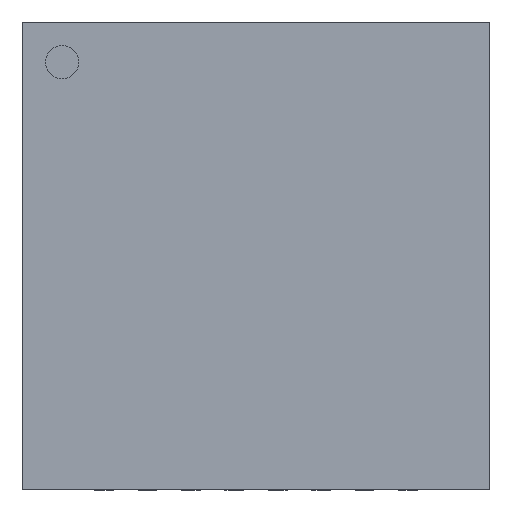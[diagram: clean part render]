
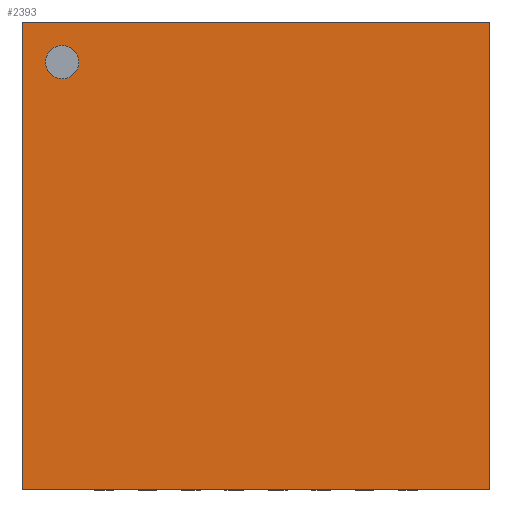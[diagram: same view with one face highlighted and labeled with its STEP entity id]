
A CAD part, top view. The second image highlights one B-rep face of the part: STEP entity #2393.
In plain terms, the highlighted planar face has unit normal (0, 0, 1).
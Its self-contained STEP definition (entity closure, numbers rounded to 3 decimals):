
#24 = VERTEX_POINT('',#25);
#25 = CARTESIAN_POINT('',(-2.65,2.9,0.85));
#31 = EDGE_CURVE('',#32,#24,#34,.T.);
#32 = VERTEX_POINT('',#33);
#33 = CARTESIAN_POINT('',(-3.15,2.9,0.85));
#34 = CIRCLE('',#35,0.25);
#35 = AXIS2_PLACEMENT_3D('',#36,#37,#38);
#36 = CARTESIAN_POINT('',(-2.9,2.9,0.85));
#37 = DIRECTION('',(0.,0.,1.));
#38 = DIRECTION('',(1.,0.,0.));
#1695 = VERTEX_POINT('',#1696);
#1696 = CARTESIAN_POINT('',(-3.5,-3.5,0.85));
#1702 = EDGE_CURVE('',#1703,#1695,#1705,.T.);
#1703 = VERTEX_POINT('',#1704);
#1704 = CARTESIAN_POINT('',(-3.5,3.5,0.85));
#1705 = LINE('',#1706,#1707);
#1706 = CARTESIAN_POINT('',(-3.5,-3.5,0.85));
#1707 = VECTOR('',#1708,1.);
#1708 = DIRECTION('',(-0.,-1.,-0.));
#1966 = VERTEX_POINT('',#1967);
#1967 = CARTESIAN_POINT('',(3.5,-3.5,0.85));
#1973 = EDGE_CURVE('',#1695,#1966,#1974,.T.);
#1974 = LINE('',#1975,#1976);
#1975 = CARTESIAN_POINT('',(3.5,-3.5,0.85));
#1976 = VECTOR('',#1977,1.);
#1977 = DIRECTION('',(1.,0.,0.));
#2174 = VERTEX_POINT('',#2175);
#2175 = CARTESIAN_POINT('',(3.5,3.5,0.85));
#2181 = EDGE_CURVE('',#1966,#2174,#2182,.T.);
#2182 = LINE('',#2183,#2184);
#2183 = CARTESIAN_POINT('',(3.5,-3.5,0.85));
#2184 = VECTOR('',#2185,1.);
#2185 = DIRECTION('',(0.,1.,0.));
#2382 = EDGE_CURVE('',#2174,#1703,#2383,.T.);
#2383 = LINE('',#2384,#2385);
#2384 = CARTESIAN_POINT('',(3.5,3.5,0.85));
#2385 = VECTOR('',#2386,1.);
#2386 = DIRECTION('',(-1.,0.,0.));
#2393 = ADVANCED_FACE('',(#2394,#2404),#2410,.T.);
#2394 = FACE_BOUND('',#2395,.T.);
#2395 = EDGE_LOOP('',(#2396,#2403));
#2396 = ORIENTED_EDGE('',*,*,#2397,.F.);
#2397 = EDGE_CURVE('',#24,#32,#2398,.T.);
#2398 = CIRCLE('',#2399,0.25);
#2399 = AXIS2_PLACEMENT_3D('',#2400,#2401,#2402);
#2400 = CARTESIAN_POINT('',(-2.9,2.9,0.85));
#2401 = DIRECTION('',(0.,0.,1.));
#2402 = DIRECTION('',(1.,0.,0.));
#2403 = ORIENTED_EDGE('',*,*,#31,.F.);
#2404 = FACE_BOUND('',#2405,.T.);
#2405 = EDGE_LOOP('',(#2406,#2407,#2408,#2409));
#2406 = ORIENTED_EDGE('',*,*,#1702,.T.);
#2407 = ORIENTED_EDGE('',*,*,#1973,.T.);
#2408 = ORIENTED_EDGE('',*,*,#2181,.T.);
#2409 = ORIENTED_EDGE('',*,*,#2382,.T.);
#2410 = PLANE('',#2411);
#2411 = AXIS2_PLACEMENT_3D('',#2412,#2413,#2414);
#2412 = CARTESIAN_POINT('',(-3.5,3.5,0.85));
#2413 = DIRECTION('',(0.,0.,1.));
#2414 = DIRECTION('',(1.,0.,0.));
